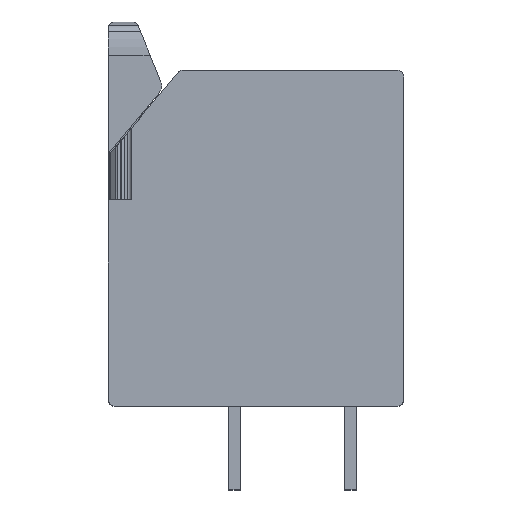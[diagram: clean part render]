
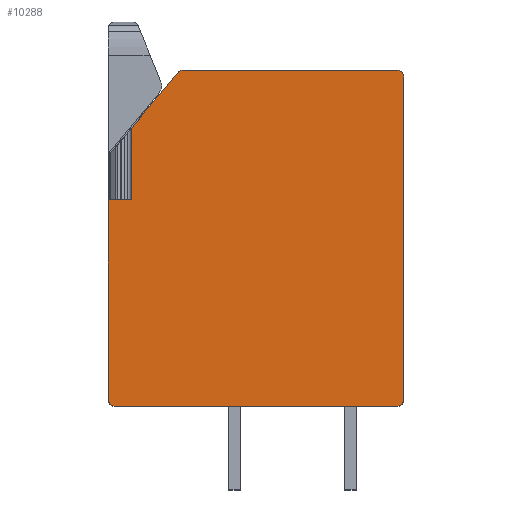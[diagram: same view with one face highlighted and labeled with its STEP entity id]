
A CAD part, top view. The second image highlights one B-rep face of the part: STEP entity #10288.
In plain terms, the highlighted planar face has unit normal (0, 0, 1).
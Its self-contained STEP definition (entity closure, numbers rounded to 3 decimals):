
#323=CIRCLE('',#10791,0.3);
#324=CIRCLE('',#10794,0.3);
#325=CIRCLE('',#10797,0.3);
#326=CIRCLE('',#10799,0.3);
#909=ORIENTED_EDGE('',*,*,#3159,.F.);
#910=ORIENTED_EDGE('',*,*,#3160,.T.);
#911=ORIENTED_EDGE('',*,*,#3161,.T.);
#912=ORIENTED_EDGE('',*,*,#2999,.T.);
#913=ORIENTED_EDGE('',*,*,#3162,.F.);
#914=ORIENTED_EDGE('',*,*,#3058,.T.);
#915=ORIENTED_EDGE('',*,*,#2951,.T.);
#916=ORIENTED_EDGE('',*,*,#3106,.T.);
#917=ORIENTED_EDGE('',*,*,#3130,.T.);
#918=ORIENTED_EDGE('',*,*,#3132,.T.);
#919=ORIENTED_EDGE('',*,*,#3156,.T.);
#920=ORIENTED_EDGE('',*,*,#3157,.T.);
#921=ORIENTED_EDGE('',*,*,#2871,.T.);
#922=ORIENTED_EDGE('',*,*,#3158,.T.);
#923=ORIENTED_EDGE('',*,*,#3006,.T.);
#2871=EDGE_CURVE('',#4014,#4013,#4753,.T.);
#2951=EDGE_CURVE('',#4085,#4084,#4813,.T.);
#2999=EDGE_CURVE('',#4133,#4132,#4843,.T.);
#3006=EDGE_CURVE('',#4140,#4139,#4847,.T.);
#3058=EDGE_CURVE('',#4189,#4085,#4878,.T.);
#3106=EDGE_CURVE('',#4084,#4224,#323,.T.);
#3130=EDGE_CURVE('',#4224,#4245,#4933,.T.);
#3132=EDGE_CURVE('',#4245,#4246,#324,.T.);
#3156=EDGE_CURVE('',#4246,#4267,#4958,.T.);
#3157=EDGE_CURVE('',#4267,#4014,#325,.T.);
#3158=EDGE_CURVE('',#4013,#4140,#326,.T.);
#3159=EDGE_CURVE('',#4268,#4139,#4959,.T.);
#3160=EDGE_CURVE('',#4268,#4269,#4960,.T.);
#3161=EDGE_CURVE('',#4269,#4133,#4961,.T.);
#3162=EDGE_CURVE('',#4189,#4132,#4962,.T.);
#4013=VERTEX_POINT('',#13759);
#4014=VERTEX_POINT('',#13761);
#4084=VERTEX_POINT('',#13918);
#4085=VERTEX_POINT('',#13920);
#4132=VERTEX_POINT('',#14015);
#4133=VERTEX_POINT('',#14017);
#4139=VERTEX_POINT('',#14029);
#4140=VERTEX_POINT('',#14031);
#4189=VERTEX_POINT('',#14136);
#4224=VERTEX_POINT('',#14228);
#4245=VERTEX_POINT('',#14274);
#4246=VERTEX_POINT('',#14278);
#4267=VERTEX_POINT('',#14324);
#4268=VERTEX_POINT('',#14332);
#4269=VERTEX_POINT('',#14334);
#4753=LINE('',#13760,#5555);
#4813=LINE('',#13919,#5615);
#4843=LINE('',#14016,#5645);
#4847=LINE('',#14030,#5649);
#4878=LINE('',#14135,#5680);
#4933=LINE('',#14275,#5735);
#4958=LINE('',#14325,#5760);
#4959=LINE('',#14331,#5761);
#4960=LINE('',#14333,#5762);
#4961=LINE('',#14335,#5763);
#4962=LINE('',#14336,#5764);
#5555=VECTOR('',#11480,1000.);
#5615=VECTOR('',#11596,1000.);
#5645=VECTOR('',#11664,1000.);
#5649=VECTOR('',#11674,1000.);
#5680=VECTOR('',#11755,1000.);
#5735=VECTOR('',#11866,1000.);
#5760=VECTOR('',#11897,1000.);
#5761=VECTOR('',#11908,1000.);
#5762=VECTOR('',#11909,1000.);
#5763=VECTOR('',#11910,1000.);
#5764=VECTOR('',#11911,1000.);
#6362=EDGE_LOOP('',(#909,#910,#911,#912,#913,#914,#915,#916,#917,#918,#919,
#920,#921,#922,#923));
#6787=FACE_BOUND('',#6362,.T.);
#7198=PLANE('',#10800);
#10288=ADVANCED_FACE('',(#6787),#7198,.T.);
#10791=AXIS2_PLACEMENT_3D('',#14229,#11839,#11840);
#10794=AXIS2_PLACEMENT_3D('',#14279,#11870,#11871);
#10797=AXIS2_PLACEMENT_3D('',#14327,#11900,#11901);
#10799=AXIS2_PLACEMENT_3D('',#14329,#11904,#11905);
#10800=AXIS2_PLACEMENT_3D('',#14330,#11906,#11907);
#11480=DIRECTION('',(-1.,0.,0.));
#11596=DIRECTION('',(0.,-1.,0.));
#11664=DIRECTION('',(-0.643,-0.766,0.));
#11674=DIRECTION('',(-0.643,-0.766,0.));
#11755=DIRECTION('',(-1.,0.,0.));
#11839=DIRECTION('',(0.,0.,1.));
#11840=DIRECTION('',(1.,0.,0.));
#11866=DIRECTION('',(1.,0.,0.));
#11870=DIRECTION('',(0.,0.,1.));
#11871=DIRECTION('',(1.,0.,0.));
#11897=DIRECTION('',(0.,1.,0.));
#11900=DIRECTION('',(0.,0.,1.));
#11901=DIRECTION('',(1.,0.,0.));
#11904=DIRECTION('',(0.,0.,1.));
#11905=DIRECTION('',(1.,0.,0.));
#11906=DIRECTION('',(0.,0.,1.));
#11907=DIRECTION('',(1.,0.,0.));
#11908=DIRECTION('',(0.,1.,0.));
#11909=DIRECTION('',(-1.,0.,0.));
#11910=DIRECTION('',(0.,1.,0.));
#11911=DIRECTION('',(0.,1.,0.));
#13759=CARTESIAN_POINT('',(-7.21,14.5,10.5));
#13760=CARTESIAN_POINT('',(2.,14.5,10.5));
#13761=CARTESIAN_POINT('',(2.,14.5,10.5));
#13918=CARTESIAN_POINT('',(-10.45,0.3,10.5));
#13919=CARTESIAN_POINT('',(-10.45,10.806,10.5));
#13920=CARTESIAN_POINT('',(-10.45,8.9,10.5));
#14015=CARTESIAN_POINT('',(-10.046,11.287,10.5));
#14016=CARTESIAN_POINT('',(-7.44,14.393,10.5));
#14017=CARTESIAN_POINT('',(-10.043,11.291,10.5));
#14029=CARTESIAN_POINT('',(-9.45,11.997,10.5));
#14030=CARTESIAN_POINT('',(-7.44,14.393,10.5));
#14031=CARTESIAN_POINT('',(-7.44,14.393,10.5));
#14135=CARTESIAN_POINT('',(-10.15,8.9,10.5));
#14136=CARTESIAN_POINT('',(-10.046,8.9,10.5));
#14228=CARTESIAN_POINT('',(-10.15,0.,10.5));
#14229=CARTESIAN_POINT('',(-10.15,0.3,10.5));
#14274=CARTESIAN_POINT('',(2.,0.,10.5));
#14275=CARTESIAN_POINT('',(-10.15,0.,10.5));
#14278=CARTESIAN_POINT('',(2.3,0.3,10.5));
#14279=CARTESIAN_POINT('',(2.,0.3,10.5));
#14324=CARTESIAN_POINT('',(2.3,14.2,10.5));
#14325=CARTESIAN_POINT('',(2.3,0.3,10.5));
#14327=CARTESIAN_POINT('',(2.,14.2,10.5));
#14329=CARTESIAN_POINT('',(-7.21,14.2,10.5));
#14330=CARTESIAN_POINT('',(-10.15,0.3,10.5));
#14331=CARTESIAN_POINT('',(-9.45,0.3,10.5));
#14332=CARTESIAN_POINT('',(-9.45,8.9,10.5));
#14333=CARTESIAN_POINT('',(-10.15,8.9,10.5));
#14334=CARTESIAN_POINT('',(-10.043,8.9,10.5));
#14335=CARTESIAN_POINT('',(-10.043,8.9,10.5));
#14336=CARTESIAN_POINT('',(-10.046,8.9,10.5));
